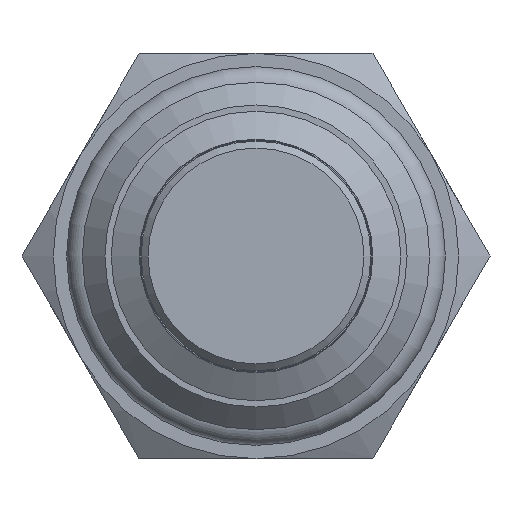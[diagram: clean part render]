
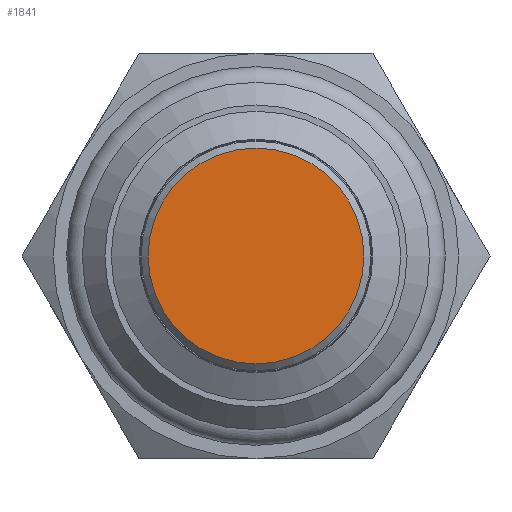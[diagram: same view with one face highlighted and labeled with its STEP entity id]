
A CAD part, front view. The second image highlights one B-rep face of the part: STEP entity #1841.
In plain terms, the highlighted planar face has unit normal (0, -1, 0).
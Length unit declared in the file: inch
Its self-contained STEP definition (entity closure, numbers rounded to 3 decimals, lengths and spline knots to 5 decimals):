
#1821=CARTESIAN_POINT('',(-0.233,-0.594,0.));
#1822=VERTEX_POINT('',#1821);
#1823=CARTESIAN_POINT('',(0.0,-0.594,0.0));
#1824=DIRECTION('',(0.0,1.0,0.0));
#1825=DIRECTION('',(1.0,0.0,0.0));
#1826=AXIS2_PLACEMENT_3D('',#1823,#1824,#1825);
#1827=CIRCLE('',#1826,0.233);
#1828=EDGE_CURVE('',#1822,#1822,#1827,.T.);
#1833=CARTESIAN_POINT('',(0.0,-0.594,0.0));
#1834=DIRECTION('',(0.0,-1.0,0.0));
#1835=DIRECTION('',(0.0,0.0,1.0));
#1836=AXIS2_PLACEMENT_3D('',#1833,#1834,#1835);
#1837=PLANE('',#1836);
#1838=ORIENTED_EDGE('',*,*,#1828,.F.);
#1839=EDGE_LOOP('',(#1838));
#1840=FACE_OUTER_BOUND('',#1839,.T.);
#1841=ADVANCED_FACE('',(#1840),#1837,.T.);
